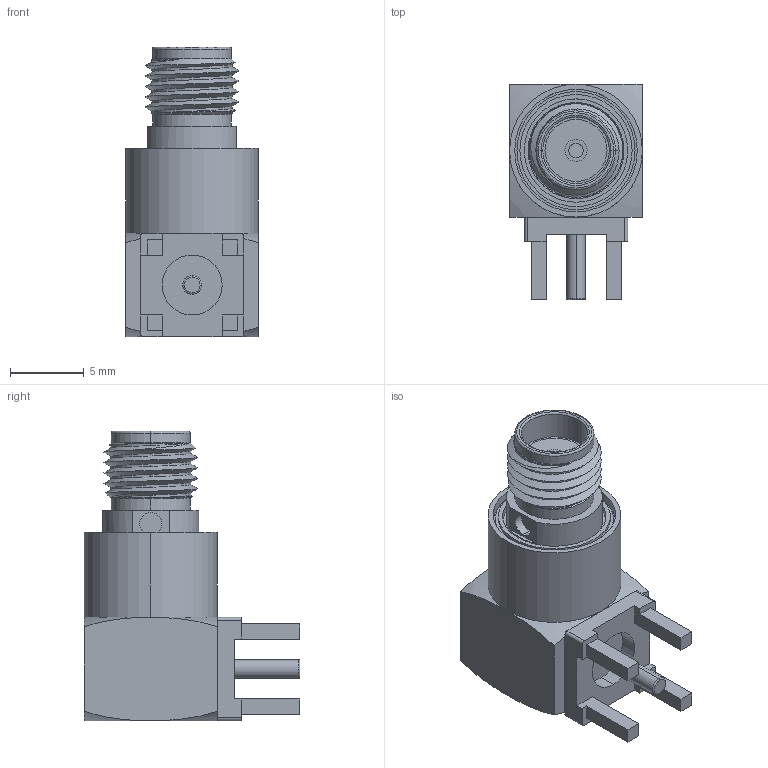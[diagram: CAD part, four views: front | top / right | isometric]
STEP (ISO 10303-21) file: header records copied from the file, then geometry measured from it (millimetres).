
FILE_DESCRIPTION (( 'STEP AP214' ), '1' );
FILE_NAME ('BM61276.STEP', '2021-07-26T01:43:56', ( '' ), ( '' ), 'SwSTEP 2.0', 'SolidWorks 2018', '' );
FILE_SCHEMA (( 'AUTOMOTIVE_DESIGN' ));
Length unit declared in the file: millimetre
Products named in the file (1): BM61276
Bounding box: 9 x 14.59 x 19.6 mm (x, y, z)
Volume: 1127.6 mm3; surface area: 1001.1 mm2
Topology: 2 solids, 2 shells, 133 faces, 322 edges, 206 vertices
Faces by surface type: plane 59, cylinder 52, bspline 10, torus 6, cone 6
Entity records: 4912 total; most frequent: CARTESIAN_POINT 1716, ORIENTED_EDGE 644, DIRECTION 598, EDGE_CURVE 322, AXIS2_PLACEMENT_3D 220, VERTEX_POINT 206, LINE 158, VECTOR 158
